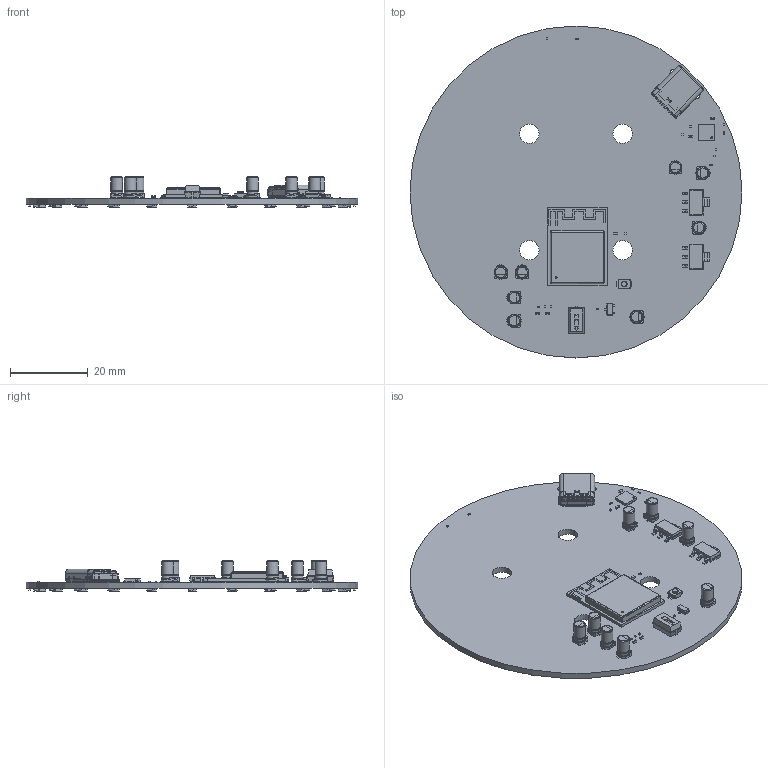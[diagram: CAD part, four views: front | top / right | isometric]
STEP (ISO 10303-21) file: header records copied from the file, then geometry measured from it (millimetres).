
FILE_DESCRIPTION(('KiCad electronic assembly'),'2;1');
FILE_NAME('CoasterBoard.step','2025-01-27T05:21:10',('Pcbnew'),('Kicad') ,'Open CASCADE STEP processor 7.8','KiCad to STEP converter','Unknown' );
FILE_SCHEMA(('AUTOMOTIVE_DESIGN { 1 0 10303 214 1 1 1 1 }'));
Length unit declared in the file: millimetre
Products named in the file (24): CoasterBoard 1; CP_Elec_3x5.4; CP_Elec_3x54; C_0402_1005Metric; R_0201_0603Metric; SOT-223; SOT_223; SW_SPST_B3U-1000P; SOT-23; SOT_23; QFN-16-1EP_4x4mm_P0.65mm_EP2.15x2.15mm; ESP32-S2-MINI-1-N4R2; ESP32-S2-MINI-1; SW_DIP_SPSTx01_Slide_6.7x4.1mm_W6.73mm_P2.54mm_LowProfile_JPin; SW_DIP_SPSTx01_Slide_67x41mm_W673mm_P254mm_LowProfile_JPin; USB_C_Receptacle_Amphenol_12401610E4-2A; 4492_ADA; part; CoasterBoard_PCB
Assembly tree (95 placements, depth 3):
  CoasterBoard 1
    CP_Elec_3x5.4  x8
      CP_Elec_3x54
    C_0402_1005Metric  x29
      C_0402_1005Metric
    R_0201_0603Metric  x14
      R_0201_0603Metric
    SOT-223  x2
      SOT_223
    SW_SPST_B3U-1000P
      SW_SPST_B3U-1000P
    SOT-23
      SOT_23
    QFN-16-1EP_4x4mm_P0.65mm_EP2.15x2.15mm
      QFN-16-1EP_4x4mm_P0.65mm_EP2.15x2.15mm
    ESP32-S2-MINI-1-N4R2
      ESP32-S2-MINI-1
    SW_DIP_SPSTx01_Slide_6.7x4.1mm_W6.73mm_P2.54mm_LowProfile_JPin
      SW_DIP_SPSTx01_Slide_67x41mm_W673mm_P254mm_LowProfile_JPin
    USB_C_Receptacle_Amphenol_12401610E4-2A
      USB_C_Receptacle_Amphenol_12401610E4-2A
    4492_ADA  x24
      part
    CoasterBoard_PCB
Bounding box: 85.5 x 85.5 x 7.76 mm (x, y, z)
Volume: 10057 mm3; surface area: 15600.6 mm2
Topology: 222 solids, 222 shells, 3841 faces, 9279 edges, 5993 vertices
Faces by surface type: plane 2811, cylinder 838, bspline 113, torus 49, sphere 17, revolution 8, cone 5
Full cylindrical faces by diameter (mm): 0.075 x24, 0.4 x1, 0.5 x1, 0.65 x1, 0.95 x1, 1.1 x4, 1.5 x1, 3 x16, 5 x4, 85.5 x1
Entity records: 71347 total; most frequent: CARTESIAN_POINT 11610, ORIENTED_EDGE 10192, DIRECTION 9881, EDGE_CURVE 5096, LINE 4390, VECTOR 4390, VERTEX_POINT 3268, AXIS2_PLACEMENT_3D 2745
